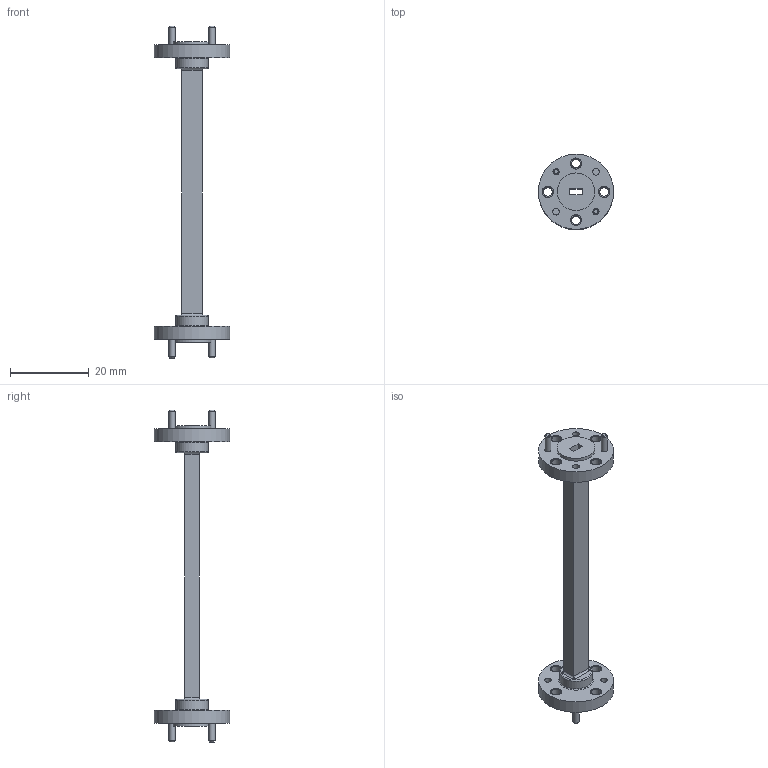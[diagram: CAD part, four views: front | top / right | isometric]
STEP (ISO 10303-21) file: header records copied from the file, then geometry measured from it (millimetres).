
FILE_DESCRIPTION (( 'STEP AP203' ), '1' );
FILE_NAME ('SMF-12S001-03_3D.step', '2020-08-24T14:31:36', ( '' ), ( '' ), 'SwSTEP 2.0', 'SolidWorks 2018', '' );
FILE_SCHEMA (( 'CONFIG_CONTROL_DESIGN' ));
Length unit declared in the file: inch
Products named in the file (1): SMF-12S001-03_3D
Bounding box: 19.05 x 19.05 x 84.07 mm (x, y, z)
Volume: 2949.7 mm3; surface area: 3720.4 mm2
Topology: 1 solids, 1 shells, 98 faces, 204 edges, 126 vertices
Faces by surface type: cylinder 46, plane 36, torus 12, cone 4
Full cylindrical faces by diameter (mm): 1.562 x4, 1.702 x4, 2.261 x8, 2.845 x16, 8.255 x2, 9.525 x2, 19.05 x2
Entity records: 2387 total; most frequent: DIRECTION 446, CARTESIAN_POINT 355, ORIENTED_EDGE 280, AXIS2_PLACEMENT_3D 207, EDGE_LOOP 196, FACE_OUTER_BOUND 140, EDGE_CURVE 140, VERTEX_POINT 116
